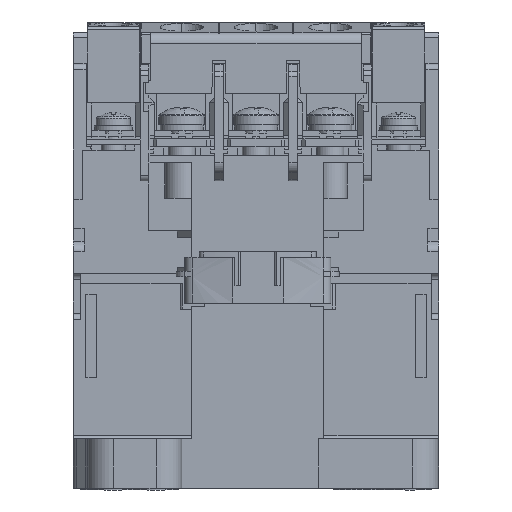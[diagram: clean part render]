
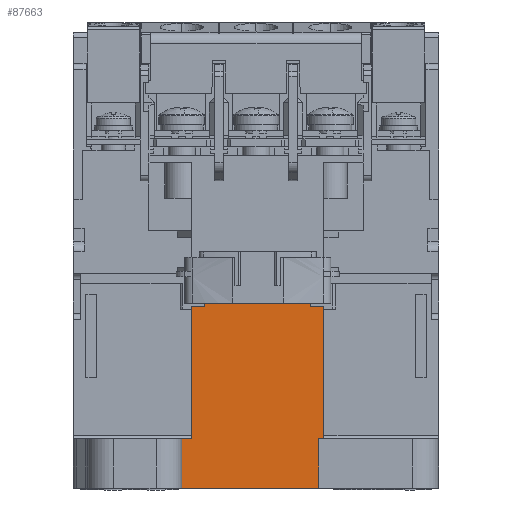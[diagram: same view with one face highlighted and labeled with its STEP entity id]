
A CAD part, front view. The second image highlights one B-rep face of the part: STEP entity #87663.
In plain terms, the highlighted planar face has unit normal (0, -1, 0).
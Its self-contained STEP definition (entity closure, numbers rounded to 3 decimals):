
#34 = DIRECTION ( 'NONE',  ( -1., 0., 0. ) ) ;
#446 = DIRECTION ( 'NONE',  ( 0., 0., 1. ) ) ;
#582 = CARTESIAN_POINT ( 'NONE',  ( -11.3, -30., 4.2 ) ) ;
#3058 = DIRECTION ( 'NONE',  ( 1., 0., 0. ) ) ;
#6456 = CARTESIAN_POINT ( 'NONE',  ( 11., -30., -4.5 ) ) ;
#6801 = CARTESIAN_POINT ( 'NONE',  ( 11., -30., -4.5 ) ) ;
#7539 = CARTESIAN_POINT ( 'NONE',  ( -13., -30., -4.5 ) ) ;
#9040 = ORIENTED_EDGE ( 'NONE', *, *, #43909, .F. ) ;
#9993 = CARTESIAN_POINT ( 'NONE',  ( -9., -30., 33.05 ) ) ;
#10319 = VERTEX_POINT ( 'NONE', #83765 ) ;
#11606 = VECTOR ( 'NONE', #28088, 1000. ) ;
#11970 = EDGE_CURVE ( 'NONE', #67645, #10319, #82131, .T. ) ;
#11978 = ORIENTED_EDGE ( 'NONE', *, *, #72805, .F. ) ;
#12530 = LINE ( 'NONE', #34305, #35591 ) ;
#15753 = VECTOR ( 'NONE', #59377, 1000. ) ;
#16752 = CARTESIAN_POINT ( 'NONE',  ( -11.3, -30., 27.4 ) ) ;
#17483 = EDGE_CURVE ( 'NONE', #36742, #69698, #34926, .T. ) ;
#18597 = EDGE_CURVE ( 'NONE', #69698, #51154, #65119, .T. ) ;
#19487 = VERTEX_POINT ( 'NONE', #67365 ) ;
#20379 = DIRECTION ( 'NONE',  ( 0., 1., 0. ) ) ;
#20600 = ORIENTED_EDGE ( 'NONE', *, *, #52397, .T. ) ;
#21658 = CARTESIAN_POINT ( 'NONE',  ( 11.9, -30., 27.4 ) ) ;
#21915 = DIRECTION ( 'NONE',  ( 0., 0., -1. ) ) ;
#22200 = LINE ( 'NONE', #28140, #40895 ) ;
#25951 = DIRECTION ( 'NONE',  ( 0., 0., 1. ) ) ;
#26008 = EDGE_CURVE ( 'NONE', #19487, #84717, #58633, .T. ) ;
#26345 = CARTESIAN_POINT ( 'NONE',  ( 11., -30., 4.2 ) ) ;
#27011 = CARTESIAN_POINT ( 'NONE',  ( -13., -30., 4.2 ) ) ;
#27245 = PLANE ( 'NONE',  #83680 ) ;
#27331 = EDGE_CURVE ( 'NONE', #68028, #46939, #83319, .T. ) ;
#27777 = ORIENTED_EDGE ( 'NONE', *, *, #60385, .F. ) ;
#27919 = ORIENTED_EDGE ( 'NONE', *, *, #18597, .T. ) ;
#28088 = DIRECTION ( 'NONE',  ( 0., 0., 1. ) ) ;
#28140 = CARTESIAN_POINT ( 'NONE',  ( -13., -30., -4.5 ) ) ;
#30563 = LINE ( 'NONE', #58123, #64227 ) ;
#30772 = CARTESIAN_POINT ( 'NONE',  ( -11.3, -30., 4.2 ) ) ;
#30914 = CARTESIAN_POINT ( 'NONE',  ( -11.3, -30., 4.2 ) ) ;
#32213 = CARTESIAN_POINT ( 'NONE',  ( 11.9, -30., 27.4 ) ) ;
#33779 = ORIENTED_EDGE ( 'NONE', *, *, #11970, .T. ) ;
#34305 = CARTESIAN_POINT ( 'NONE',  ( -13., -30., -4.5 ) ) ;
#34923 = VECTOR ( 'NONE', #3058, 1000. ) ;
#34926 = LINE ( 'NONE', #6801, #80915 ) ;
#35591 = VECTOR ( 'NONE', #68678, 1000. ) ;
#36742 = VERTEX_POINT ( 'NONE', #6456 ) ;
#37279 = CARTESIAN_POINT ( 'NONE',  ( -9., -30., 33.05 ) ) ;
#38980 = EDGE_CURVE ( 'NONE', #70550, #67645, #83446, .T. ) ;
#39314 = VECTOR ( 'NONE', #44613, 1000. ) ;
#40137 = LINE ( 'NONE', #81230, #72779 ) ;
#40895 = VECTOR ( 'NONE', #25951, 1000. ) ;
#41957 = ORIENTED_EDGE ( 'NONE', *, *, #27331, .T. ) ;
#43909 = EDGE_CURVE ( 'NONE', #70550, #56172, #40137, .T. ) ;
#44613 = DIRECTION ( 'NONE',  ( 1., 0., 0. ) ) ;
#44901 = LINE ( 'NONE', #9993, #15753 ) ;
#46860 = DIRECTION ( 'NONE',  ( 1., 0., 0. ) ) ;
#46939 = VERTEX_POINT ( 'NONE', #37279 ) ;
#47281 = VECTOR ( 'NONE', #21915, 1000. ) ;
#48198 = DIRECTION ( 'NONE',  ( -1., 0., 0. ) ) ;
#51017 = ORIENTED_EDGE ( 'NONE', *, *, #59474, .F. ) ;
#51154 = VERTEX_POINT ( 'NONE', #67104 ) ;
#52397 = EDGE_CURVE ( 'NONE', #51154, #84717, #83685, .T. ) ;
#52468 = ORIENTED_EDGE ( 'NONE', *, *, #38980, .T. ) ;
#52682 = DIRECTION ( 'NONE',  ( 0., 0., -1. ) ) ;
#53199 = CARTESIAN_POINT ( 'NONE',  ( -11.3, -30., 33.05 ) ) ;
#54796 = ORIENTED_EDGE ( 'NONE', *, *, #17483, .T. ) ;
#56172 = VERTEX_POINT ( 'NONE', #56616 ) ;
#56616 = CARTESIAN_POINT ( 'NONE',  ( -9., -30., 27.4 ) ) ;
#56712 = VECTOR ( 'NONE', #34, 1000. ) ;
#57372 = DIRECTION ( 'NONE',  ( -1., 0., 0. ) ) ;
#58123 = CARTESIAN_POINT ( 'NONE',  ( 9.6, -30., 33.05 ) ) ;
#58633 = LINE ( 'NONE', #21658, #39314 ) ;
#59377 = DIRECTION ( 'NONE',  ( 0., 0., 1. ) ) ;
#59474 = EDGE_CURVE ( 'NONE', #68028, #19487, #30563, .T. ) ;
#60385 = EDGE_CURVE ( 'NONE', #36742, #86631, #12530, .T. ) ;
#64227 = VECTOR ( 'NONE', #52682, 1000. ) ;
#65119 = LINE ( 'NONE', #30772, #34923 ) ;
#67104 = CARTESIAN_POINT ( 'NONE',  ( 11.9, -30., 4.2 ) ) ;
#67365 = CARTESIAN_POINT ( 'NONE',  ( 9.6, -30., 27.4 ) ) ;
#67645 = VERTEX_POINT ( 'NONE', #30914 ) ;
#68028 = VERTEX_POINT ( 'NONE', #74028 ) ;
#68202 = ORIENTED_EDGE ( 'NONE', *, *, #26008, .F. ) ;
#68678 = DIRECTION ( 'NONE',  ( -1., 0., 0. ) ) ;
#69501 = EDGE_CURVE ( 'NONE', #56172, #46939, #44901, .T. ) ;
#69608 = ORIENTED_EDGE ( 'NONE', *, *, #69501, .F. ) ;
#69698 = VERTEX_POINT ( 'NONE', #26345 ) ;
#70491 = CARTESIAN_POINT ( 'NONE',  ( -13., -30., -4.5 ) ) ;
#70550 = VERTEX_POINT ( 'NONE', #16752 ) ;
#72779 = VECTOR ( 'NONE', #46860, 1000. ) ;
#72805 = EDGE_CURVE ( 'NONE', #86631, #10319, #22200, .T. ) ;
#74028 = CARTESIAN_POINT ( 'NONE',  ( 9.6, -30., 33.05 ) ) ;
#75584 = CARTESIAN_POINT ( 'NONE',  ( 11.9, -30., 4.2 ) ) ;
#78178 = FACE_OUTER_BOUND ( 'NONE', #88251, .T. ) ;
#80915 = VECTOR ( 'NONE', #446, 1000. ) ;
#81230 = CARTESIAN_POINT ( 'NONE',  ( -11.3, -30., 27.4 ) ) ;
#82131 = LINE ( 'NONE', #27011, #89305 ) ;
#83319 = LINE ( 'NONE', #53199, #56712 ) ;
#83446 = LINE ( 'NONE', #582, #47281 ) ;
#83680 = AXIS2_PLACEMENT_3D ( 'NONE', #70491, #20379, #57372 ) ;
#83685 = LINE ( 'NONE', #75584, #11606 ) ;
#83765 = CARTESIAN_POINT ( 'NONE',  ( -13., -30., 4.2 ) ) ;
#84717 = VERTEX_POINT ( 'NONE', #32213 ) ;
#86631 = VERTEX_POINT ( 'NONE', #7539 ) ;
#87663 = ADVANCED_FACE ( 'NONE', ( #78178 ), #27245, .F. ) ;
#88251 = EDGE_LOOP ( 'NONE', ( #20600, #68202, #51017, #41957, #69608, #9040, #52468, #33779, #11978, #27777, #54796, #27919 ) ) ;
#89305 = VECTOR ( 'NONE', #48198, 1000. ) ;
